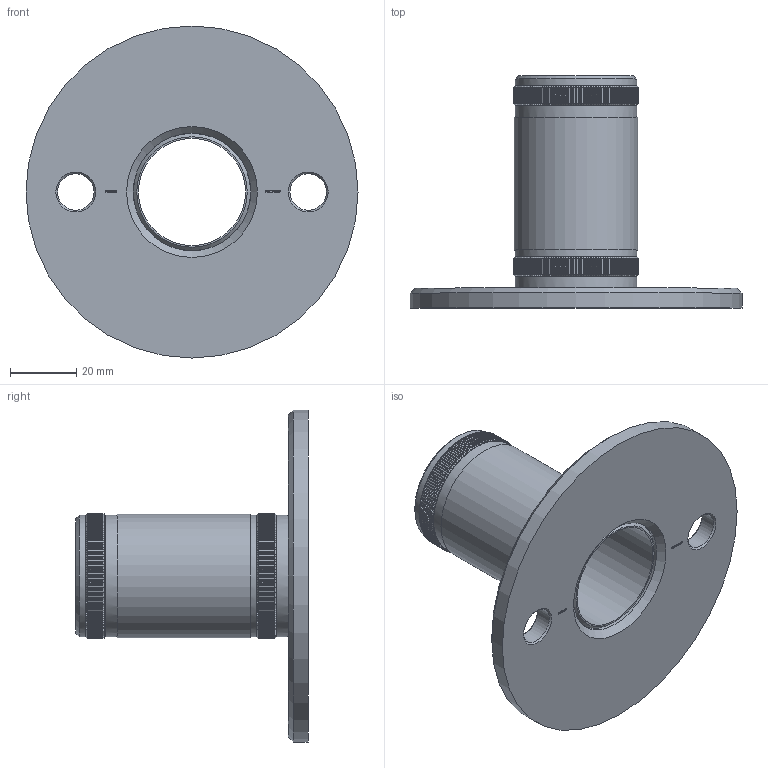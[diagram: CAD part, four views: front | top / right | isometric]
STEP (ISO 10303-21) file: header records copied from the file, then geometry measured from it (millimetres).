
FILE_DESCRIPTION (( 'STEP AP203' ), '1' );
FILE_NAME ('50011-240-25.step', '2019-10-17T06:33:08', ( '' ), ( '' ), 'SwSTEP 2.0', 'SolidWorks 2015', '' );
FILE_SCHEMA (( 'CONFIG_CONTROL_DESIGN' ));
Length unit declared in the file: millimetre
Products named in the file (5): 500XX-240 Konfig_50011-240-25 Teil1; 500XX-240 Teil2 Konfig_50011-240-25 Teil2 ; 50011-240-25; 500XX-240 Konfig; 500XX-240 Teil2 Konfig
Assembly tree (2 placements, depth 2):
  50011-240-25
    500XX-240 Konfig_50011-240-25 Teil1
    500XX-240 Teil2 Konfig_50011-240-25 Teil2 
  500XX-240 Konfig
  500XX-240 Teil2 Konfig
Bounding box: 100 x 70 x 100 mm (x, y, z)
Volume: 56943.8 mm3; surface area: 32670.3 mm2
Topology: 2 solids, 2 shells, 2667 faces, 7287 edges, 4654 vertices
Faces by surface type: plane 1345, cylinder 611, cone 608, bspline 103
Full cylindrical faces by diameter (mm): 11 x2, 32.3 x1, 35.3 x1, 35.4 x1, 36.5 x4, 37.3 x1, 100 x1
Entity records: 92471 total; most frequent: CARTESIAN_POINT 25058, ORIENTED_EDGE 14536, DIRECTION 14028, EDGE_CURVE 7268, AXIS2_PLACEMENT_3D 5596, VERTEX_POINT 4654, CIRCLE 3026, LINE 2836
